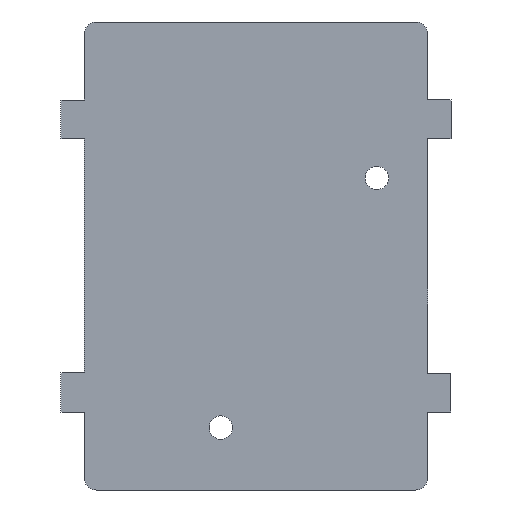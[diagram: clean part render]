
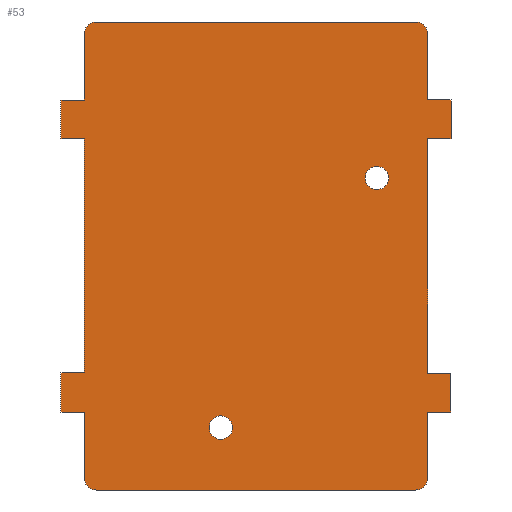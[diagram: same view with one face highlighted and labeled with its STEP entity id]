
A CAD part, front view. The second image highlights one B-rep face of the part: STEP entity #53.
In plain terms, the highlighted planar face has unit normal (0, -1, 0).
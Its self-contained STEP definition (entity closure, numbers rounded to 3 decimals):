
#53=ADVANCED_FACE('',(#81,#83,#85),#87,.F.);
#81=FACE_BOUND('',#82,.T.);
#82=EDGE_LOOP('',(#289,#290,#291,#292,#293,#294,#295,#296,#297,#298,#299,#300,#301,
#302,#303,#304,#305,#306,#307,#308,#309,#310,#311,#312));
#83=FACE_BOUND('',#84,.T.);
#84=EDGE_LOOP('',(#313));
#85=FACE_BOUND('',#86,.T.);
#86=EDGE_LOOP('',(#314));
#87=PLANE('',#88);
#88=AXIS2_PLACEMENT_3D('',#89,#90,#91);
#89=CARTESIAN_POINT('',(0.,0.,0.));
#90=DIRECTION('',(0.,1.,0.));
#91=DIRECTION('',(-1.,0.,0.));
#289=ORIENTED_EDGE('',*,*,#441,.F.);
#290=ORIENTED_EDGE('',*,*,#442,.F.);
#291=ORIENTED_EDGE('',*,*,#443,.F.);
#292=ORIENTED_EDGE('',*,*,#444,.F.);
#293=ORIENTED_EDGE('',*,*,#445,.F.);
#294=ORIENTED_EDGE('',*,*,#446,.F.);
#295=ORIENTED_EDGE('',*,*,#447,.F.);
#296=ORIENTED_EDGE('',*,*,#448,.F.);
#297=ORIENTED_EDGE('',*,*,#449,.F.);
#298=ORIENTED_EDGE('',*,*,#450,.F.);
#299=ORIENTED_EDGE('',*,*,#451,.F.);
#300=ORIENTED_EDGE('',*,*,#452,.F.);
#301=ORIENTED_EDGE('',*,*,#453,.F.);
#302=ORIENTED_EDGE('',*,*,#454,.F.);
#303=ORIENTED_EDGE('',*,*,#455,.F.);
#304=ORIENTED_EDGE('',*,*,#456,.F.);
#305=ORIENTED_EDGE('',*,*,#457,.F.);
#306=ORIENTED_EDGE('',*,*,#458,.F.);
#307=ORIENTED_EDGE('',*,*,#459,.F.);
#308=ORIENTED_EDGE('',*,*,#460,.F.);
#309=ORIENTED_EDGE('',*,*,#461,.F.);
#310=ORIENTED_EDGE('',*,*,#462,.F.);
#311=ORIENTED_EDGE('',*,*,#463,.F.);
#312=ORIENTED_EDGE('',*,*,#464,.F.);
#313=ORIENTED_EDGE('',*,*,#465,.T.);
#314=ORIENTED_EDGE('',*,*,#466,.T.);
#441=EDGE_CURVE('',#517,#518,#519,.F.);
#442=EDGE_CURVE('',#520,#517,#521,.T.);
#443=EDGE_CURVE('',#522,#520,#523,.T.);
#444=EDGE_CURVE('',#524,#522,#525,.T.);
#445=EDGE_CURVE('',#526,#524,#527,.T.);
#446=EDGE_CURVE('',#528,#526,#529,.T.);
#447=EDGE_CURVE('',#530,#528,#531,.T.);
#448=EDGE_CURVE('',#532,#530,#533,.T.);
#449=EDGE_CURVE('',#534,#532,#535,.T.);
#450=EDGE_CURVE('',#536,#534,#537,.T.);
#451=EDGE_CURVE('',#538,#536,#539,.F.);
#452=EDGE_CURVE('',#540,#538,#541,.T.);
#453=EDGE_CURVE('',#542,#540,#543,.F.);
#454=EDGE_CURVE('',#544,#542,#545,.T.);
#455=EDGE_CURVE('',#546,#544,#547,.T.);
#456=EDGE_CURVE('',#548,#546,#549,.T.);
#457=EDGE_CURVE('',#550,#548,#551,.T.);
#458=EDGE_CURVE('',#552,#550,#553,.T.);
#459=EDGE_CURVE('',#554,#552,#555,.T.);
#460=EDGE_CURVE('',#556,#554,#557,.T.);
#461=EDGE_CURVE('',#558,#556,#559,.T.);
#462=EDGE_CURVE('',#560,#558,#561,.T.);
#463=EDGE_CURVE('',#562,#560,#563,.F.);
#464=EDGE_CURVE('',#518,#562,#564,.T.);
#465=EDGE_CURVE('',#565,#565,#566,.T.);
#466=EDGE_CURVE('',#567,#567,#568,.T.);
#517=VERTEX_POINT('',#645);
#518=VERTEX_POINT('',#646);
#519=CIRCLE('',#647,3.);
#520=VERTEX_POINT('',#651);
#521=LINE('',#652,#653);
#522=VERTEX_POINT('',#655);
#523=LINE('',#656,#657);
#524=VERTEX_POINT('',#659);
#525=LINE('',#660,#661);
#526=VERTEX_POINT('',#663);
#527=LINE('',#664,#665);
#528=VERTEX_POINT('',#667);
#529=LINE('',#668,#669);
#530=VERTEX_POINT('',#671);
#531=LINE('',#672,#673);
#532=VERTEX_POINT('',#675);
#533=LINE('',#676,#677);
#534=VERTEX_POINT('',#679);
#535=LINE('',#680,#681);
#536=VERTEX_POINT('',#683);
#537=LINE('',#684,#685);
#538=VERTEX_POINT('',#687);
#539=CIRCLE('',#688,3.);
#540=VERTEX_POINT('',#692);
#541=LINE('',#693,#694);
#542=VERTEX_POINT('',#696);
#543=CIRCLE('',#697,3.);
#544=VERTEX_POINT('',#701);
#545=LINE('',#702,#703);
#546=VERTEX_POINT('',#705);
#547=LINE('',#706,#707);
#548=VERTEX_POINT('',#709);
#549=LINE('',#710,#711);
#550=VERTEX_POINT('',#713);
#551=LINE('',#714,#715);
#552=VERTEX_POINT('',#717);
#553=LINE('',#718,#719);
#554=VERTEX_POINT('',#721);
#555=LINE('',#722,#723);
#556=VERTEX_POINT('',#725);
#557=LINE('',#726,#727);
#558=VERTEX_POINT('',#729);
#559=LINE('',#730,#731);
#560=VERTEX_POINT('',#733);
#561=LINE('',#734,#735);
#562=VERTEX_POINT('',#737);
#563=CIRCLE('',#738,3.);
#564=LINE('',#742,#743);
#565=VERTEX_POINT('',#745);
#566=CIRCLE('',#746,3.);
#567=VERTEX_POINT('',#750);
#568=CIRCLE('',#751,3.);
#645=CARTESIAN_POINT('',(-44.,0.,57.));
#646=CARTESIAN_POINT('',(-41.,0.,60.));
#647=AXIS2_PLACEMENT_3D('',#648,#649,#650);
#648=CARTESIAN_POINT('',(-41.,0.,57.));
#649=DIRECTION('',(0.,-1.,0.));
#650=DIRECTION('',(0.,0.,1.));
#651=CARTESIAN_POINT('',(-44.,0.,40.));
#652=CARTESIAN_POINT('',(-44.,0.,40.));
#653=VECTOR('',#654,1.);
#654=DIRECTION('',(0.,0.,1.));
#655=CARTESIAN_POINT('',(-50.,0.,40.));
#656=CARTESIAN_POINT('',(-50.,0.,40.));
#657=VECTOR('',#658,1.);
#658=DIRECTION('',(1.,0.,0.));
#659=CARTESIAN_POINT('',(-50.,0.,30.));
#660=CARTESIAN_POINT('',(-50.,0.,30.));
#661=VECTOR('',#662,1.);
#662=DIRECTION('',(0.,0.,1.));
#663=CARTESIAN_POINT('',(-44.,0.,30.));
#664=CARTESIAN_POINT('',(-44.,0.,30.));
#665=VECTOR('',#666,1.);
#666=DIRECTION('',(-1.,0.,0.));
#667=CARTESIAN_POINT('',(-44.,0.,-30.));
#668=CARTESIAN_POINT('',(-44.,0.,-30.));
#669=VECTOR('',#670,1.);
#670=DIRECTION('',(0.,0.,1.));
#671=CARTESIAN_POINT('',(-50.,0.,-30.));
#672=CARTESIAN_POINT('',(-50.,0.,-30.));
#673=VECTOR('',#674,1.);
#674=DIRECTION('',(1.,0.,0.));
#675=CARTESIAN_POINT('',(-50.,0.,-40.));
#676=CARTESIAN_POINT('',(-50.,0.,-40.));
#677=VECTOR('',#678,1.);
#678=DIRECTION('',(0.,0.,1.));
#679=CARTESIAN_POINT('',(-44.,0.,-40.));
#680=CARTESIAN_POINT('',(-44.,0.,-40.));
#681=VECTOR('',#682,1.);
#682=DIRECTION('',(-1.,0.,0.));
#683=CARTESIAN_POINT('',(-44.,0.,-57.));
#684=CARTESIAN_POINT('',(-44.,0.,-57.));
#685=VECTOR('',#686,1.);
#686=DIRECTION('',(0.,0.,1.));
#687=CARTESIAN_POINT('',(-41.,0.,-60.));
#688=AXIS2_PLACEMENT_3D('',#689,#690,#691);
#689=CARTESIAN_POINT('',(-41.,0.,-57.));
#690=DIRECTION('',(0.,-1.,0.));
#691=DIRECTION('',(-1.,0.,0.));
#692=CARTESIAN_POINT('',(41.,0.,-60.));
#693=CARTESIAN_POINT('',(41.,0.,-60.));
#694=VECTOR('',#695,1.);
#695=DIRECTION('',(-1.,0.,0.));
#696=CARTESIAN_POINT('',(44.,0.,-57.));
#697=AXIS2_PLACEMENT_3D('',#698,#699,#700);
#698=CARTESIAN_POINT('',(41.,0.,-57.));
#699=DIRECTION('',(0.,-1.,0.));
#700=DIRECTION('',(0.,0.,-1.));
#701=CARTESIAN_POINT('',(44.,0.,-40.));
#702=CARTESIAN_POINT('',(44.,0.,-40.));
#703=VECTOR('',#704,1.);
#704=DIRECTION('',(0.,0.,-1.));
#705=CARTESIAN_POINT('',(50.,0.,-40.));
#706=CARTESIAN_POINT('',(50.,0.,-40.));
#707=VECTOR('',#708,1.);
#708=DIRECTION('',(-1.,0.,0.));
#709=CARTESIAN_POINT('',(50.,0.,-30.));
#710=CARTESIAN_POINT('',(50.,0.,-30.));
#711=VECTOR('',#712,1.);
#712=DIRECTION('',(0.,0.,-1.));
#713=CARTESIAN_POINT('',(44.,0.,-30.));
#714=CARTESIAN_POINT('',(44.,0.,-30.));
#715=VECTOR('',#716,1.);
#716=DIRECTION('',(1.,0.,0.));
#717=CARTESIAN_POINT('',(44.,0.,30.));
#718=CARTESIAN_POINT('',(44.,0.,30.));
#719=VECTOR('',#720,1.);
#720=DIRECTION('',(0.,0.,-1.));
#721=CARTESIAN_POINT('',(50.,0.,30.));
#722=CARTESIAN_POINT('',(50.,0.,30.));
#723=VECTOR('',#724,1.);
#724=DIRECTION('',(-1.,0.,0.));
#725=CARTESIAN_POINT('',(50.,0.,40.));
#726=CARTESIAN_POINT('',(50.,0.,40.));
#727=VECTOR('',#728,1.);
#728=DIRECTION('',(0.,0.,-1.));
#729=CARTESIAN_POINT('',(44.,0.,40.));
#730=CARTESIAN_POINT('',(44.,0.,40.));
#731=VECTOR('',#732,1.);
#732=DIRECTION('',(1.,0.,0.));
#733=CARTESIAN_POINT('',(44.,0.,57.));
#734=CARTESIAN_POINT('',(44.,0.,57.));
#735=VECTOR('',#736,1.);
#736=DIRECTION('',(0.,0.,-1.));
#737=CARTESIAN_POINT('',(41.,0.,60.));
#738=AXIS2_PLACEMENT_3D('',#739,#740,#741);
#739=CARTESIAN_POINT('',(41.,0.,57.));
#740=DIRECTION('',(0.,-1.,0.));
#741=DIRECTION('',(1.,0.,0.));
#742=CARTESIAN_POINT('',(-41.,0.,60.));
#743=VECTOR('',#744,1.);
#744=DIRECTION('',(1.,0.,0.));
#745=CARTESIAN_POINT('',(28.,0.,20.));
#746=AXIS2_PLACEMENT_3D('',#747,#748,#749);
#747=CARTESIAN_POINT('',(31.,0.,20.));
#748=DIRECTION('',(0.,1.,0.));
#749=DIRECTION('',(-1.,0.,0.));
#750=CARTESIAN_POINT('',(-11.992,0.,-44.));
#751=AXIS2_PLACEMENT_3D('',#752,#753,#754);
#752=CARTESIAN_POINT('',(-8.992,0.,-44.));
#753=DIRECTION('',(0.,1.,0.));
#754=DIRECTION('',(-1.,0.,0.));
